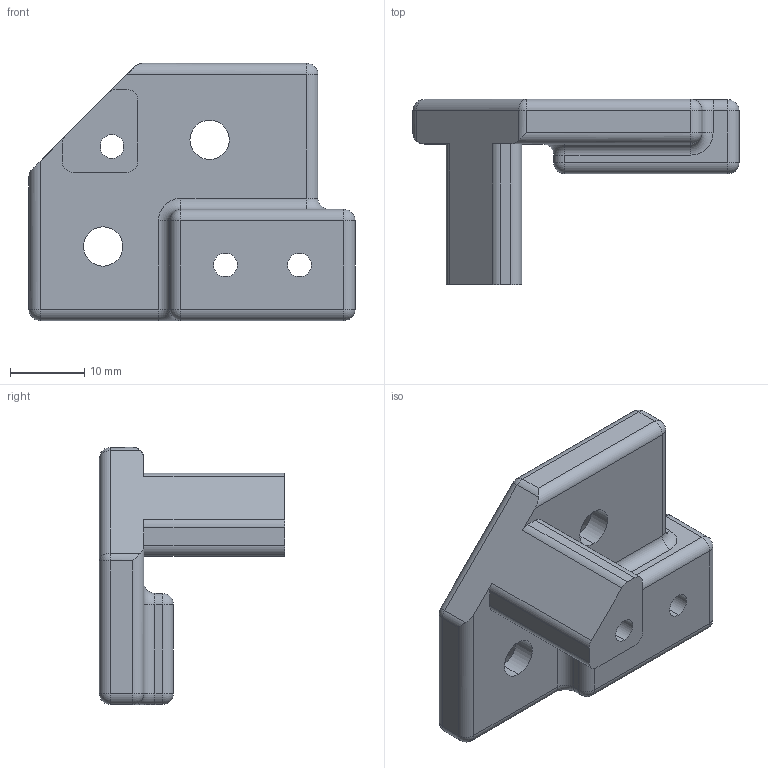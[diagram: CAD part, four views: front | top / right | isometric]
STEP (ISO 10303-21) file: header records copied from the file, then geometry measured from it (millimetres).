
FILE_DESCRIPTION (( 'STEP AP214' ), '1' );
FILE_NAME ('idlerBTop.STEP', '2025-03-03T08:19:06', ( '' ), ( '' ), 'SwSTEP 2.0', 'SolidWorks 2024', '' );
FILE_SCHEMA (( 'AUTOMOTIVE_DESIGN' ));
Length unit declared in the file: millimetre
Products named in the file (1): idlerBTop
Bounding box: 44 x 25 x 34.7 mm (x, y, z)
Volume: 10102.2 mm3; surface area: 4761.1 mm2
Topology: 1 solids, 1 shells, 83 faces, 201 edges, 108 vertices
Faces by surface type: cylinder 41, plane 16, sphere 12, cone 10, torus 4
Entity records: 2346 total; most frequent: DIRECTION 445, CARTESIAN_POINT 393, ORIENTED_EDGE 378, EDGE_CURVE 189, AXIS2_PLACEMENT_3D 176, VERTEX_POINT 108, EDGE_LOOP 93, VECTOR 93
